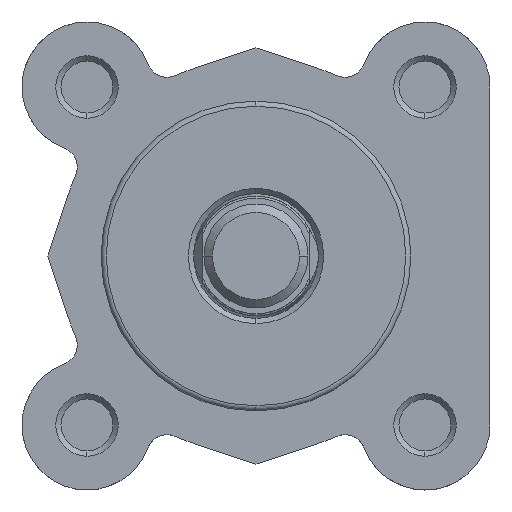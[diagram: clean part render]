
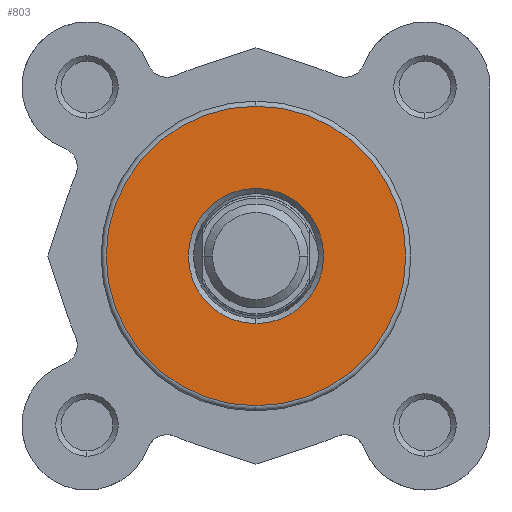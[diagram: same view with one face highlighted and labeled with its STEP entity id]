
A CAD part, left-side view. The second image highlights one B-rep face of the part: STEP entity #803.
In plain terms, the highlighted planar face has unit normal (-1, 0, 0).
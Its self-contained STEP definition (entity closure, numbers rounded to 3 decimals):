
#8 = VERTEX_POINT ( 'NONE', #4922 ) ;
#9 = VERTEX_POINT ( 'NONE', #4923 ) ;
#12 = VERTEX_POINT ( 'NONE', #4926 ) ;
#13 = VERTEX_POINT ( 'NONE', #4927 ) ;
#156 = CIRCLE ( 'NONE', #4503, 6.5 ) ;
#159 = CIRCLE ( 'NONE', #4506, 14.4 ) ;
#803 = ADVANCED_FACE ( 'NONE', ( #5973, #5975 ), #5036, .T. ) ;
#1068 = EDGE_LOOP ( 'NONE', ( #1280, #1248 ) ) ;
#1084 = EDGE_LOOP ( 'NONE', ( #1276, #1233 ) ) ;
#1233 = ORIENTED_EDGE ( 'NONE', *, *, #3940, .T. ) ;
#1248 = ORIENTED_EDGE ( 'NONE', *, *, #3937, .T. ) ;
#1276 = ORIENTED_EDGE ( 'NONE', *, *, #3756, .T. ) ;
#1280 = ORIENTED_EDGE ( 'NONE', *, *, #3748, .T. ) ;
#2791 = CARTESIAN_POINT ( 'NONE',  ( 0., 0., 0. ) ) ;
#2792 = DIRECTION ( 'NONE',  ( 1., 0., 0. ) ) ;
#2793 = DIRECTION ( 'NONE',  ( 0., 0., 1. ) ) ;
#2812 = CARTESIAN_POINT ( 'NONE',  ( 0., 0., 0. ) ) ;
#2813 = DIRECTION ( 'NONE',  ( -1., 0., 0. ) ) ;
#2814 = DIRECTION ( 'NONE',  ( 0., 0., 1. ) ) ;
#3252 = CARTESIAN_POINT ( 'NONE',  ( 0., 0., 0. ) ) ;
#3254 = DIRECTION ( 'NONE',  ( 1., 0., 0. ) ) ;
#3255 = DIRECTION ( 'NONE',  ( 0., 0., 1. ) ) ;
#3261 = CARTESIAN_POINT ( 'NONE',  ( 0., 0., 0. ) ) ;
#3262 = DIRECTION ( 'NONE',  ( -1., 0., 0. ) ) ;
#3263 = DIRECTION ( 'NONE',  ( 0., 0., 1. ) ) ;
#3748 = EDGE_CURVE ( 'NONE', #12, #13, #6727, .T. ) ;
#3756 = EDGE_CURVE ( 'NONE', #8, #9, #6739, .T. ) ;
#3937 = EDGE_CURVE ( 'NONE', #13, #12, #156, .T. ) ;
#3940 = EDGE_CURVE ( 'NONE', #9, #8, #159, .T. ) ;
#4075 = AXIS2_PLACEMENT_3D ( 'NONE', #5035, #5037, #5038 ) ;
#4411 = AXIS2_PLACEMENT_3D ( 'NONE', #2791, #2792, #2793 ) ;
#4425 = AXIS2_PLACEMENT_3D ( 'NONE', #2812, #2813, #2814 ) ;
#4503 = AXIS2_PLACEMENT_3D ( 'NONE', #3252, #3254, #3255 ) ;
#4506 = AXIS2_PLACEMENT_3D ( 'NONE', #3261, #3262, #3263 ) ;
#4922 = CARTESIAN_POINT ( 'NONE',  ( 0., 0., 14.4 ) ) ;
#4923 = CARTESIAN_POINT ( 'NONE',  ( 0., 0., -14.4 ) ) ;
#4926 = CARTESIAN_POINT ( 'NONE',  ( 0., 0., 6.5 ) ) ;
#4927 = CARTESIAN_POINT ( 'NONE',  ( 0., 0., -6.5 ) ) ;
#5035 = CARTESIAN_POINT ( 'NONE',  ( 0., -6., 0. ) ) ;
#5036 = PLANE ( 'NONE',  #4075 ) ;
#5037 = DIRECTION ( 'NONE',  ( -1., 0., 0. ) ) ;
#5038 = DIRECTION ( 'NONE',  ( 0., 0., 1. ) ) ;
#5973 = FACE_BOUND ( 'NONE', #1068, .T. ) ;
#5975 = FACE_OUTER_BOUND ( 'NONE', #1084, .T. ) ;
#6727 = CIRCLE ( 'NONE', #4411, 6.5 ) ;
#6739 = CIRCLE ( 'NONE', #4425, 14.4 ) ;
